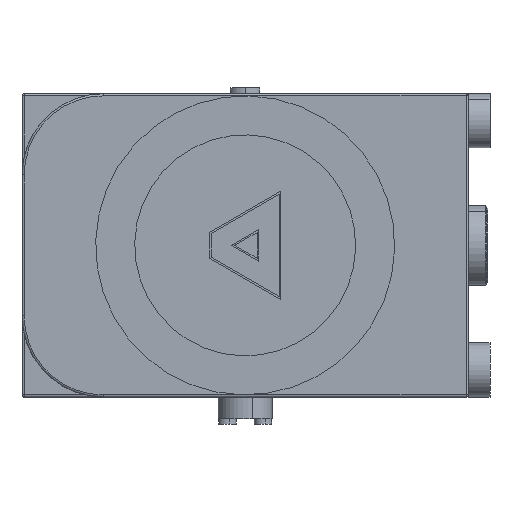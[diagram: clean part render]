
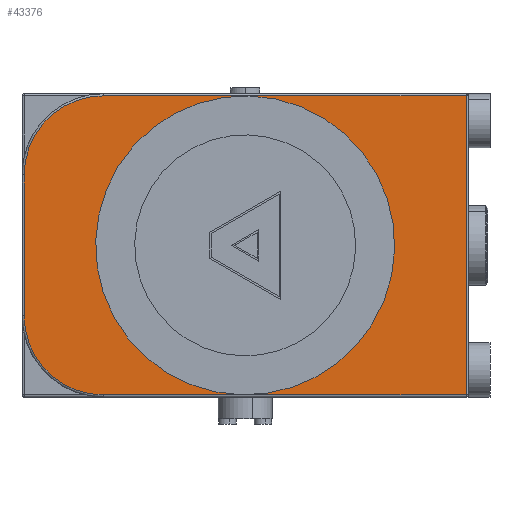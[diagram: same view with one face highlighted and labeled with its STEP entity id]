
A CAD part, left-side view. The second image highlights one B-rep face of the part: STEP entity #43376.
In plain terms, the highlighted planar face has unit normal (-1, 0, 0).
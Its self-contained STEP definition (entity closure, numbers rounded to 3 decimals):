
#458 = EDGE_CURVE ( 'NONE', #20925, #35496, #15205, .T. ) ;
#2173 = DIRECTION ( 'NONE',  ( 0., 0., -1. ) ) ;
#2853 = DIRECTION ( 'NONE',  ( 0., 0., -1. ) ) ;
#3066 = ORIENTED_EDGE ( 'NONE', *, *, #458, .T. ) ;
#6354 = DIRECTION ( 'NONE',  ( 0., 0., -1. ) ) ;
#6764 = ORIENTED_EDGE ( 'NONE', *, *, #41929, .T. ) ;
#6862 = VECTOR ( 'NONE', #2173, 1000. ) ;
#8349 = CARTESIAN_POINT ( 'NONE',  ( -109.5, -206., -138. ) ) ;
#9095 = CARTESIAN_POINT ( 'NONE',  ( -109.5, 204., -65. ) ) ;
#10612 = AXIS2_PLACEMENT_3D ( 'NONE', #18238, #25333, #6354 ) ;
#10662 = DIRECTION ( 'NONE',  ( 1., 0., 0. ) ) ;
#11173 = DIRECTION ( 'NONE',  ( 0., 0., -1. ) ) ;
#11571 = EDGE_CURVE ( 'NONE', #43587, #46230, #31313, .T. ) ;
#11837 = AXIS2_PLACEMENT_3D ( 'NONE', #14695, #10662, #32723 ) ;
#13800 = DIRECTION ( 'NONE',  ( 1., 0., 0. ) ) ;
#13830 = EDGE_CURVE ( 'NONE', #35496, #36806, #30696, .T. ) ;
#14695 = CARTESIAN_POINT ( 'NONE',  ( -109.5, 0., 0. ) ) ;
#14984 = DIRECTION ( 'NONE',  ( -1., 0., 0. ) ) ;
#15205 = CIRCLE ( 'NONE', #10612, 73. ) ;
#15483 = DIRECTION ( 'NONE',  ( 0., -1., 0. ) ) ;
#15957 = LINE ( 'NONE', #33984, #41242 ) ;
#16594 = VECTOR ( 'NONE', #35330, 1000. ) ;
#16644 = DIRECTION ( 'NONE',  ( 0., 1., 0. ) ) ;
#16743 = EDGE_CURVE ( 'NONE', #19566, #43587, #33269, .T. ) ;
#17801 = EDGE_CURVE ( 'NONE', #46230, #20925, #15957, .T. ) ;
#18063 = DIRECTION ( 'NONE',  ( 0., 0., -1. ) ) ;
#18238 = CARTESIAN_POINT ( 'NONE',  ( -109.5, 131., 65. ) ) ;
#18407 = EDGE_LOOP ( 'NONE', ( #38276, #6764, #45922, #43955, #35569, #3066 ) ) ;
#18445 = VECTOR ( 'NONE', #15483, 1000. ) ;
#19442 = CARTESIAN_POINT ( 'NONE',  ( -109.5, -204., -138. ) ) ;
#19566 = VERTEX_POINT ( 'NONE', #30786 ) ;
#19993 = CARTESIAN_POINT ( 'NONE',  ( -109.5, 0., 0. ) ) ;
#20867 = CARTESIAN_POINT ( 'NONE',  ( -109.5, 0., 136.8 ) ) ;
#20925 = VERTEX_POINT ( 'NONE', #39504 ) ;
#21477 = EDGE_CURVE ( 'NONE', #21817, #42171, #29387, .T. ) ;
#21817 = VERTEX_POINT ( 'NONE', #31093 ) ;
#23937 = CARTESIAN_POINT ( 'NONE',  ( -109.5, -204., 140. ) ) ;
#25333 = DIRECTION ( 'NONE',  ( -1., 0., 0. ) ) ;
#25356 = PLANE ( 'NONE',  #11837 ) ;
#28732 = CARTESIAN_POINT ( 'NONE',  ( -109.5, 131., -65. ) ) ;
#29387 = CIRCLE ( 'NONE', #36213, 136.8 ) ;
#29666 = ORIENTED_EDGE ( 'NONE', *, *, #32898, .T. ) ;
#30696 = LINE ( 'NONE', #31157, #6862 ) ;
#30786 = CARTESIAN_POINT ( 'NONE',  ( -109.5, 131., -138. ) ) ;
#30915 = DIRECTION ( 'NONE',  ( 1., 0., 0. ) ) ;
#31093 = CARTESIAN_POINT ( 'NONE',  ( -109.5, 0., -136.8 ) ) ;
#31157 = CARTESIAN_POINT ( 'NONE',  ( -109.5, 204., -140. ) ) ;
#31288 = ORIENTED_EDGE ( 'NONE', *, *, #21477, .T. ) ;
#31313 = LINE ( 'NONE', #23937, #16594 ) ;
#31845 = CARTESIAN_POINT ( 'NONE',  ( -109.5, 0., 0. ) ) ;
#32723 = DIRECTION ( 'NONE',  ( 0., 0., -1. ) ) ;
#32898 = EDGE_CURVE ( 'NONE', #42171, #21817, #42647, .T. ) ;
#33269 = LINE ( 'NONE', #8349, #18445 ) ;
#33984 = CARTESIAN_POINT ( 'NONE',  ( -109.5, 206., 138. ) ) ;
#35004 = CARTESIAN_POINT ( 'NONE',  ( -109.5, 204., 65. ) ) ;
#35330 = DIRECTION ( 'NONE',  ( 0., 0., 1. ) ) ;
#35496 = VERTEX_POINT ( 'NONE', #35004 ) ;
#35569 = ORIENTED_EDGE ( 'NONE', *, *, #17801, .T. ) ;
#35586 = EDGE_LOOP ( 'NONE', ( #29666, #31288 ) ) ;
#35791 = AXIS2_PLACEMENT_3D ( 'NONE', #19993, #30915, #2853 ) ;
#36213 = AXIS2_PLACEMENT_3D ( 'NONE', #31845, #13800, #18063 ) ;
#36534 = FACE_OUTER_BOUND ( 'NONE', #18407, .T. ) ;
#36806 = VERTEX_POINT ( 'NONE', #9095 ) ;
#38276 = ORIENTED_EDGE ( 'NONE', *, *, #13830, .T. ) ;
#39144 = CIRCLE ( 'NONE', #43722, 73. ) ;
#39504 = CARTESIAN_POINT ( 'NONE',  ( -109.5, 131., 138. ) ) ;
#41242 = VECTOR ( 'NONE', #16644, 1000. ) ;
#41503 = CARTESIAN_POINT ( 'NONE',  ( -109.5, -204., 138. ) ) ;
#41929 = EDGE_CURVE ( 'NONE', #36806, #19566, #39144, .T. ) ;
#42171 = VERTEX_POINT ( 'NONE', #20867 ) ;
#42647 = CIRCLE ( 'NONE', #35791, 136.8 ) ;
#43225 = FACE_BOUND ( 'NONE', #35586, .T. ) ;
#43376 = ADVANCED_FACE ( 'NONE', ( #36534, #43225 ), #25356, .F. ) ;
#43587 = VERTEX_POINT ( 'NONE', #19442 ) ;
#43722 = AXIS2_PLACEMENT_3D ( 'NONE', #28732, #14984, #11173 ) ;
#43955 = ORIENTED_EDGE ( 'NONE', *, *, #11571, .T. ) ;
#45922 = ORIENTED_EDGE ( 'NONE', *, *, #16743, .T. ) ;
#46230 = VERTEX_POINT ( 'NONE', #41503 ) ;
